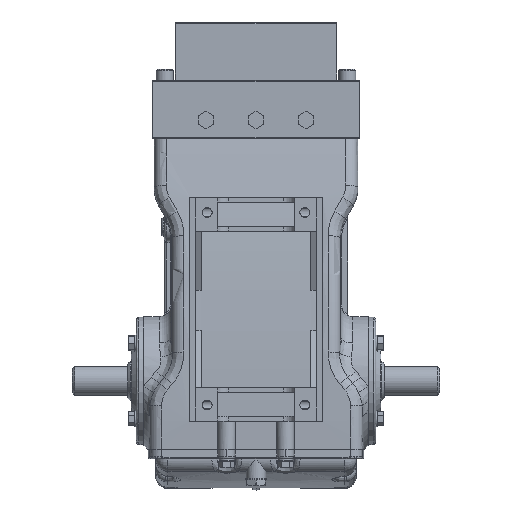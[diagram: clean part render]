
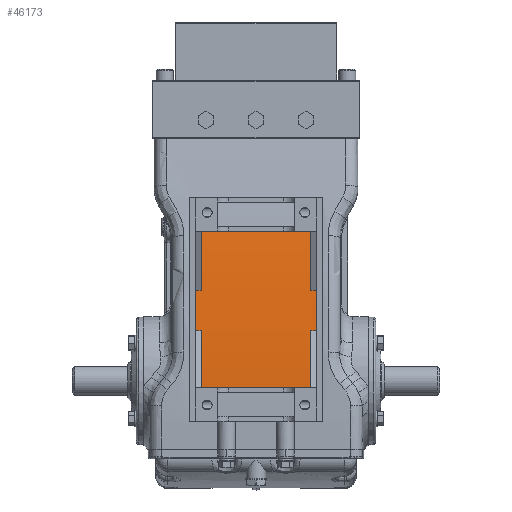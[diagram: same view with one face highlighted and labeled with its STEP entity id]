
A CAD part, front view. The second image highlights one B-rep face of the part: STEP entity #46173.
In plain terms, the highlighted cylindrical face has radius 1143 mm (diameter 2286 mm), a partial arc.
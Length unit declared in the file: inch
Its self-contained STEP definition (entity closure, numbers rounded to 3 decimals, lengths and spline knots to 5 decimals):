
#2981 = VERTEX_POINT ( 'NONE', #24151 ) ;
#2984 = VERTEX_POINT ( 'NONE', #24146 ) ;
#2986 = EDGE_CURVE ( 'NONE', #2981, #2984, #24144, .T. ) ;
#2990 = EDGE_CURVE ( 'NONE', #2991, #2992, #24133, .T. ) ;
#2991 = VERTEX_POINT ( 'NONE', #24129 ) ;
#2992 = VERTEX_POINT ( 'NONE', #24128 ) ;
#3406 = DIRECTION ( 'NONE',  ( 1., 0., 0. ) ) ;
#3407 = VECTOR ( 'NONE', #3406, 39.37008 ) ;
#3408 = CARTESIAN_POINT ( 'NONE',  ( 4.36, -2.48869, 6.12 ) ) ;
#3409 = LINE ( 'NONE', #3408, #3407 ) ;
#3665 = DIRECTION ( 'NONE',  ( 1., 0., 0. ) ) ;
#3666 = VECTOR ( 'NONE', #3665, 39.37008 ) ;
#3667 = CARTESIAN_POINT ( 'NONE',  ( 4.36, -3.014, 2.05 ) ) ;
#3668 = LINE ( 'NONE', #3667, #3666 ) ;
#3706 = DIRECTION ( 'NONE',  ( 1., 0., 0. ) ) ;
#3707 = VECTOR ( 'NONE', #3706, 39.37008 ) ;
#3708 = CARTESIAN_POINT ( 'NONE',  ( 4.36, -3.014, 2.05 ) ) ;
#3709 = LINE ( 'NONE', #3708, #3707 ) ;
#3710 = DIRECTION ( 'NONE',  ( -1., 0., 0. ) ) ;
#3711 = VECTOR ( 'NONE', #3710, 39.37008 ) ;
#3712 = CARTESIAN_POINT ( 'NONE',  ( 4.36, -2.84649, 3.7 ) ) ;
#3713 = LINE ( 'NONE', #3712, #3711 ) ;
#3878 = VECTOR ( 'NONE', #3879, 39.37008 ) ;
#3879 = DIRECTION ( 'NONE',  ( -1., 0., 0. ) ) ;
#3880 = CARTESIAN_POINT ( 'NONE',  ( 4.36, -2.84649, 3.7 ) ) ;
#3883 = LINE ( 'NONE', #3880, #3878 ) ;
#4401 = DIRECTION ( 'NONE',  ( 0., 0., 1. ) ) ;
#4402 = DIRECTION ( 'NONE',  ( -1., 0., 0. ) ) ;
#4403 = CARTESIAN_POINT ( 'NONE',  ( 4.36, 41.83203, -1.66934 ) ) ;
#4404 = AXIS2_PLACEMENT_3D ( 'NONE', #4403, #4402, #4401 ) ;
#4406 = CYLINDRICAL_SURFACE ( 'NONE', #4404, 45. ) ;
#4407 = FACE_OUTER_BOUND ( 'NONE', #46174, .T. ) ;
#4412 = CARTESIAN_POINT ( 'NONE',  ( -2.475, -2.84649, 3.7 ) ) ;
#4413 = CARTESIAN_POINT ( 'NONE',  ( -2.475, -3.014, 2.05 ) ) ;
#4414 = DIRECTION ( 'NONE',  ( 0., 0., 1. ) ) ;
#4415 = DIRECTION ( 'NONE',  ( -1., 0., 0. ) ) ;
#4416 = CARTESIAN_POINT ( 'NONE',  ( -2.475, 41.83203, -1.66934 ) ) ;
#4417 = AXIS2_PLACEMENT_3D ( 'NONE', #4416, #4415, #4414 ) ;
#4441 = CIRCLE ( 'NONE', #4417, 45. ) ;
#4464 = DIRECTION ( 'NONE',  ( -1., 0., 0. ) ) ;
#4465 = VECTOR ( 'NONE', #4464, 39.37008 ) ;
#4466 = CARTESIAN_POINT ( 'NONE',  ( 4.36, -3.1462, -0.27 ) ) ;
#4467 = LINE ( 'NONE', #4466, #4465 ) ;
#4476 = CARTESIAN_POINT ( 'NONE',  ( 2.475, -2.84649, 3.7 ) ) ;
#4480 = CARTESIAN_POINT ( 'NONE',  ( 2.475, 41.83203, -1.66934 ) ) ;
#4481 = DIRECTION ( 'NONE',  ( 1., 0., 0. ) ) ;
#4482 = AXIS2_PLACEMENT_3D ( 'NONE', #4480, #4481, #4485 ) ;
#4483 = CIRCLE ( 'NONE', #4482, 45. ) ;
#4484 = CARTESIAN_POINT ( 'NONE',  ( 2.475, -3.014, 2.05 ) ) ;
#4485 = DIRECTION ( 'NONE',  ( 0., 0., -1. ) ) ;
#24128 = CARTESIAN_POINT ( 'NONE',  ( -2.24111, -3.1462, -0.27 ) ) ;
#24129 = CARTESIAN_POINT ( 'NONE',  ( -2.24111, -3.014, 2.05 ) ) ;
#24130 = DIRECTION ( 'NONE',  ( 0., 0., -1. ) ) ;
#24131 = DIRECTION ( 'NONE',  ( 1., 0., 0. ) ) ;
#24132 = AXIS2_PLACEMENT_3D ( 'NONE', #24138, #24131, #24130 ) ;
#24133 = CIRCLE ( 'NONE', #24132, 45. ) ;
#24138 = CARTESIAN_POINT ( 'NONE',  ( -2.24111, 41.83203, -1.66934 ) ) ;
#24140 = DIRECTION ( 'NONE',  ( 0., 0., 1. ) ) ;
#24141 = DIRECTION ( 'NONE',  ( -1., 0., 0. ) ) ;
#24142 = CARTESIAN_POINT ( 'NONE',  ( 2.24111, 41.83203, -1.66934 ) ) ;
#24143 = AXIS2_PLACEMENT_3D ( 'NONE', #24142, #24141, #24140 ) ;
#24144 = CIRCLE ( 'NONE', #24143, 45. ) ;
#24146 = CARTESIAN_POINT ( 'NONE',  ( 2.24111, -3.014, 2.05 ) ) ;
#24151 = CARTESIAN_POINT ( 'NONE',  ( 2.24111, -3.1462, -0.27 ) ) ;
#27419 = CARTESIAN_POINT ( 'NONE',  ( 2.24111, -2.48869, 6.12 ) ) ;
#27420 = CARTESIAN_POINT ( 'NONE',  ( 2.24111, -2.84649, 3.7 ) ) ;
#27421 = DIRECTION ( 'NONE',  ( 0., 0., 1. ) ) ;
#27422 = DIRECTION ( 'NONE',  ( -1., 0., 0. ) ) ;
#27423 = CARTESIAN_POINT ( 'NONE',  ( 2.24111, 41.83203, -1.66934 ) ) ;
#27424 = AXIS2_PLACEMENT_3D ( 'NONE', #27423, #27422, #27421 ) ;
#27425 = CIRCLE ( 'NONE', #27424, 45. ) ;
#27622 = DIRECTION ( 'NONE',  ( 0., 0., -1. ) ) ;
#27623 = DIRECTION ( 'NONE',  ( 1., 0., 0. ) ) ;
#27624 = CARTESIAN_POINT ( 'NONE',  ( -2.24111, 41.83203, -1.66934 ) ) ;
#27625 = AXIS2_PLACEMENT_3D ( 'NONE', #27624, #27623, #27622 ) ;
#27626 = CIRCLE ( 'NONE', #27625, 45. ) ;
#27627 = CARTESIAN_POINT ( 'NONE',  ( -2.24111, -2.84649, 3.7 ) ) ;
#27632 = CARTESIAN_POINT ( 'NONE',  ( -2.24111, -2.48869, 6.12 ) ) ;
#44943 = EDGE_CURVE ( 'NONE', #44944, #44945, #27425, .T. ) ;
#44944 = VERTEX_POINT ( 'NONE', #27420 ) ;
#44945 = VERTEX_POINT ( 'NONE', #27419 ) ;
#45080 = VERTEX_POINT ( 'NONE', #27632 ) ;
#45083 = VERTEX_POINT ( 'NONE', #27627 ) ;
#45085 = EDGE_CURVE ( 'NONE', #45080, #45083, #27626, .T. ) ;
#45946 = EDGE_CURVE ( 'NONE', #45080, #44945, #3409, .T. ) ;
#45999 = ORIENTED_EDGE ( 'NONE', *, *, #46000, .T. ) ;
#46000 = EDGE_CURVE ( 'NONE', #46163, #2991, #3668, .T. ) ;
#46001 = ORIENTED_EDGE ( 'NONE', *, *, #2990, .T. ) ;
#46002 = ORIENTED_EDGE ( 'NONE', *, *, #46145, .F. ) ;
#46003 = ORIENTED_EDGE ( 'NONE', *, *, #2986, .T. ) ;
#46004 = ORIENTED_EDGE ( 'NONE', *, *, #46005, .T. ) ;
#46005 = EDGE_CURVE ( 'NONE', #2984, #46136, #3709, .T. ) ;
#46006 = ORIENTED_EDGE ( 'NONE', *, *, #46135, .F. ) ;
#46007 = ORIENTED_EDGE ( 'NONE', *, *, #46008, .T. ) ;
#46008 = EDGE_CURVE ( 'NONE', #46133, #44944, #3713, .T. ) ;
#46009 = ORIENTED_EDGE ( 'NONE', *, *, #44943, .T. ) ;
#46010 = ORIENTED_EDGE ( 'NONE', *, *, #45946, .F. ) ;
#46011 = ORIENTED_EDGE ( 'NONE', *, *, #45085, .T. ) ;
#46012 = ORIENTED_EDGE ( 'NONE', *, *, #46013, .T. ) ;
#46013 = EDGE_CURVE ( 'NONE', #45083, #46164, #3883, .T. ) ;
#46014 = ORIENTED_EDGE ( 'NONE', *, *, #46162, .F. ) ;
#46133 = VERTEX_POINT ( 'NONE', #4476 ) ;
#46135 = EDGE_CURVE ( 'NONE', #46133, #46136, #4483, .T. ) ;
#46136 = VERTEX_POINT ( 'NONE', #4484 ) ;
#46145 = EDGE_CURVE ( 'NONE', #2981, #2992, #4467, .T. ) ;
#46162 = EDGE_CURVE ( 'NONE', #46163, #46164, #4441, .T. ) ;
#46163 = VERTEX_POINT ( 'NONE', #4413 ) ;
#46164 = VERTEX_POINT ( 'NONE', #4412 ) ;
#46173 = ADVANCED_FACE ( 'NONE', ( #4407 ), #4406, .T. ) ;
#46174 = EDGE_LOOP ( 'NONE', ( #45999, #46001, #46002, #46003, #46004, #46006, #46007, #46009, #46010, #46011, #46012, #46014 ) ) ;
